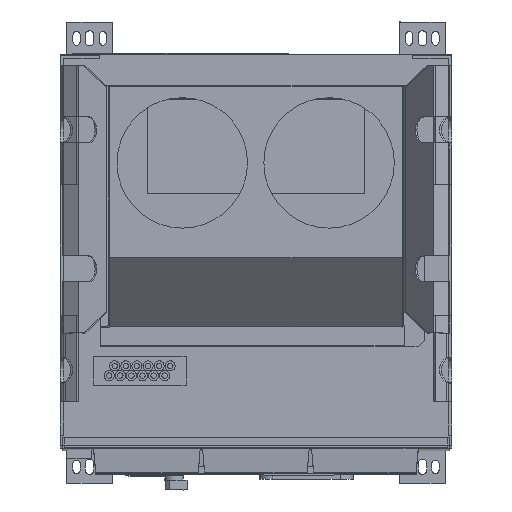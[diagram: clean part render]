
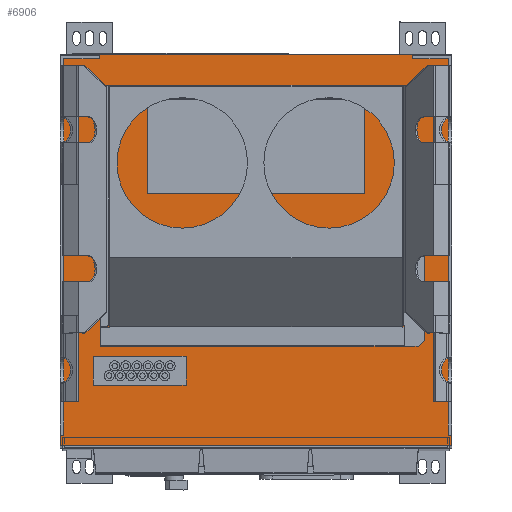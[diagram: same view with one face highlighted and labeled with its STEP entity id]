
A CAD part, top view. The second image highlights one B-rep face of the part: STEP entity #6906.
In plain terms, the highlighted planar face has unit normal (0, 0, 1).
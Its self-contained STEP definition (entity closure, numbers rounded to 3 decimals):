
#6906=ADVANCED_FACE('',(#16405,#16406,#16407,#16408,#16409),#8360,.T.);
#8360=PLANE('',#33798);
#9606=LINE('',#43560,#12747);
#9846=LINE('',#44635,#12987);
#9849=LINE('',#44641,#12990);
#9851=LINE('',#44645,#12992);
#9853=LINE('',#44649,#12994);
#9855=LINE('',#44653,#12996);
#9857=LINE('',#44657,#12998);
#9859=LINE('',#44661,#13000);
#9861=LINE('',#44665,#13002);
#9863=LINE('',#44669,#13004);
#9865=LINE('',#44673,#13006);
#9867=LINE('',#44677,#13008);
#9869=LINE('',#44681,#13010);
#9871=LINE('',#44685,#13012);
#9873=LINE('',#44689,#13014);
#9875=LINE('',#44693,#13016);
#9877=LINE('',#44697,#13018);
#9880=LINE('',#44703,#13021);
#9881=LINE('',#44705,#13022);
#9882=LINE('',#44708,#13023);
#9883=LINE('',#44710,#13024);
#9884=LINE('',#44712,#13025);
#9885=LINE('',#44713,#13026);
#9886=LINE('',#44715,#13027);
#12747=VECTOR('',#35781,1.);
#12987=VECTOR('',#36451,1.);
#12990=VECTOR('',#36456,1.);
#12992=VECTOR('',#36460,1.);
#12994=VECTOR('',#36464,1.);
#12996=VECTOR('',#36468,1.);
#12998=VECTOR('',#36472,1.);
#13000=VECTOR('',#36476,1.);
#13002=VECTOR('',#36480,1.);
#13004=VECTOR('',#36484,1.);
#13006=VECTOR('',#36488,1.);
#13008=VECTOR('',#36492,1.);
#13010=VECTOR('',#36496,1.);
#13012=VECTOR('',#36500,1.);
#13014=VECTOR('',#36504,1.);
#13016=VECTOR('',#36508,1.);
#13018=VECTOR('',#36512,1.);
#13021=VECTOR('',#36517,1.);
#13022=VECTOR('',#36520,1.);
#13023=VECTOR('',#36521,1.);
#13024=VECTOR('',#36522,1.);
#13025=VECTOR('',#36523,1.);
#13026=VECTOR('',#36524,1.);
#13027=VECTOR('',#36525,1.);
#16405=FACE_BOUND('',#17234,.T.);
#16406=FACE_BOUND('',#17235,.T.);
#16407=FACE_BOUND('',#17236,.T.);
#16408=FACE_BOUND('',#17237,.T.);
#16409=FACE_BOUND('',#17238,.T.);
#17234=EDGE_LOOP('',(#19967,#19968,#19969,#19970));
#17235=EDGE_LOOP('',(#19971,#19972,#19973,#19974));
#17236=EDGE_LOOP('',(#19975,#19976,#19977,#19978,#19979,#19980));
#17237=EDGE_LOOP('',(#19981,#19982,#19983,#19984));
#17238=EDGE_LOOP('',(#19985,#19986,#19987,#19988,#19989,#19990));
#19967=ORIENTED_EDGE('',*,*,#30037,.F.);
#19968=ORIENTED_EDGE('',*,*,#30038,.F.);
#19969=ORIENTED_EDGE('',*,*,#30039,.F.);
#19970=ORIENTED_EDGE('',*,*,#30040,.F.);
#19971=ORIENTED_EDGE('',*,*,#30041,.F.);
#19972=ORIENTED_EDGE('',*,*,#30036,.F.);
#19973=ORIENTED_EDGE('',*,*,#29630,.T.);
#19974=ORIENTED_EDGE('',*,*,#30042,.T.);
#19975=ORIENTED_EDGE('',*,*,#30033,.F.);
#19976=ORIENTED_EDGE('',*,*,#30031,.T.);
#19977=ORIENTED_EDGE('',*,*,#30029,.T.);
#19978=ORIENTED_EDGE('',*,*,#30027,.T.);
#19979=ORIENTED_EDGE('',*,*,#30025,.T.);
#19980=ORIENTED_EDGE('',*,*,#30023,.F.);
#19981=ORIENTED_EDGE('',*,*,#30021,.F.);
#19982=ORIENTED_EDGE('',*,*,#30019,.F.);
#19983=ORIENTED_EDGE('',*,*,#30017,.F.);
#19984=ORIENTED_EDGE('',*,*,#30015,.F.);
#19985=ORIENTED_EDGE('',*,*,#30002,.T.);
#19986=ORIENTED_EDGE('',*,*,#30013,.T.);
#19987=ORIENTED_EDGE('',*,*,#30011,.T.);
#19988=ORIENTED_EDGE('',*,*,#30009,.T.);
#19989=ORIENTED_EDGE('',*,*,#30007,.T.);
#19990=ORIENTED_EDGE('',*,*,#30005,.T.);
#26947=VERTEX_POINT('',#43559);
#26948=VERTEX_POINT('',#43561);
#27212=VERTEX_POINT('',#44636);
#27213=VERTEX_POINT('',#44637);
#27214=VERTEX_POINT('',#44642);
#27215=VERTEX_POINT('',#44646);
#27216=VERTEX_POINT('',#44650);
#27217=VERTEX_POINT('',#44654);
#27218=VERTEX_POINT('',#44660);
#27219=VERTEX_POINT('',#44662);
#27220=VERTEX_POINT('',#44666);
#27221=VERTEX_POINT('',#44670);
#27222=VERTEX_POINT('',#44676);
#27223=VERTEX_POINT('',#44678);
#27224=VERTEX_POINT('',#44682);
#27225=VERTEX_POINT('',#44686);
#27226=VERTEX_POINT('',#44690);
#27227=VERTEX_POINT('',#44694);
#27228=VERTEX_POINT('',#44700);
#27230=VERTEX_POINT('',#44706);
#27231=VERTEX_POINT('',#44707);
#27232=VERTEX_POINT('',#44709);
#27233=VERTEX_POINT('',#44711);
#27234=VERTEX_POINT('',#44714);
#29630=EDGE_CURVE('',#26948,#26947,#9606,.T.);
#30002=EDGE_CURVE('',#27212,#27213,#9846,.T.);
#30005=EDGE_CURVE('',#27214,#27212,#9849,.T.);
#30007=EDGE_CURVE('',#27215,#27214,#9851,.T.);
#30009=EDGE_CURVE('',#27216,#27215,#9853,.T.);
#30011=EDGE_CURVE('',#27217,#27216,#9855,.T.);
#30013=EDGE_CURVE('',#27213,#27217,#9857,.T.);
#30015=EDGE_CURVE('',#27218,#27219,#9859,.T.);
#30017=EDGE_CURVE('',#27219,#27220,#9861,.T.);
#30019=EDGE_CURVE('',#27220,#27221,#9863,.T.);
#30021=EDGE_CURVE('',#27221,#27218,#9865,.T.);
#30023=EDGE_CURVE('',#27222,#27223,#9867,.T.);
#30025=EDGE_CURVE('',#27224,#27223,#9869,.T.);
#30027=EDGE_CURVE('',#27225,#27224,#9871,.T.);
#30029=EDGE_CURVE('',#27226,#27225,#9873,.T.);
#30031=EDGE_CURVE('',#27227,#27226,#9875,.T.);
#30033=EDGE_CURVE('',#27227,#27222,#9877,.T.);
#30036=EDGE_CURVE('',#26948,#27228,#9880,.T.);
#30037=EDGE_CURVE('',#27230,#27231,#9881,.T.);
#30038=EDGE_CURVE('',#27232,#27230,#9882,.T.);
#30039=EDGE_CURVE('',#27233,#27232,#9883,.T.);
#30040=EDGE_CURVE('',#27231,#27233,#9884,.T.);
#30041=EDGE_CURVE('',#27228,#27234,#9885,.T.);
#30042=EDGE_CURVE('',#26947,#27234,#9886,.T.);
#33798=AXIS2_PLACEMENT_3D('',#44716,#36526,#36527);
#35781=DIRECTION('',(-1.,0.,0.));
#36451=DIRECTION('',(1.,0.,0.));
#36456=DIRECTION('',(0.,1.,0.));
#36460=DIRECTION('',(-1.,0.,0.));
#36464=DIRECTION('',(0.,1.,0.));
#36468=DIRECTION('',(-1.,0.,0.));
#36472=DIRECTION('',(0.,-1.,0.));
#36476=DIRECTION('',(0.,-1.,0.));
#36480=DIRECTION('',(1.,0.,0.));
#36484=DIRECTION('',(0.,1.,0.));
#36488=DIRECTION('',(-1.,0.,0.));
#36492=DIRECTION('',(1.,0.,0.));
#36496=DIRECTION('',(0.,-1.,0.));
#36500=DIRECTION('',(-1.,0.,0.));
#36504=DIRECTION('',(0.,-1.,0.));
#36508=DIRECTION('',(1.,0.,0.));
#36512=DIRECTION('',(0.,-1.,0.));
#36517=DIRECTION('',(0.,-1.,0.));
#36520=DIRECTION('',(1.,0.,0.));
#36521=DIRECTION('',(0.,-1.,0.));
#36522=DIRECTION('',(-1.,0.,0.));
#36523=DIRECTION('',(0.,1.,0.));
#36524=DIRECTION('',(-1.,0.,0.));
#36525=DIRECTION('',(0.,-1.,0.));
#36526=DIRECTION('',(0.,0.,1.));
#36527=DIRECTION('',(1.,0.,0.));
#43559=CARTESIAN_POINT('',(-1950.,600.,1899.5));
#43560=CARTESIAN_POINT('',(0.,600.,1899.5));
#43561=CARTESIAN_POINT('',(-1350.,600.,1899.5));
#44635=CARTESIAN_POINT('',(-1412.5,598.498,1899.5));
#44636=CARTESIAN_POINT('',(-1410.,598.498,1899.5));
#44637=CARTESIAN_POINT('',(-1351.,598.498,1899.5));
#44641=CARTESIAN_POINT('',(-1410.,600.,1899.5));
#44642=CARTESIAN_POINT('',(-1410.,593.5,1899.5));
#44645=CARTESIAN_POINT('',(-1412.5,593.5,1899.5));
#44646=CARTESIAN_POINT('',(-1355.,593.5,1899.5));
#44649=CARTESIAN_POINT('',(-1355.,600.,1899.5));
#44650=CARTESIAN_POINT('',(-1355.,16.,1899.5));
#44653=CARTESIAN_POINT('',(-1350.,16.,1899.5));
#44654=CARTESIAN_POINT('',(-1351.,16.,1899.5));
#44657=CARTESIAN_POINT('',(-1351.,16.,1899.5));
#44660=CARTESIAN_POINT('',(-1899.25,137.,1899.5));
#44661=CARTESIAN_POINT('',(-1899.25,93.,1899.5));
#44662=CARTESIAN_POINT('',(-1899.25,93.,1899.5));
#44665=CARTESIAN_POINT('',(-1899.25,93.,1899.5));
#44666=CARTESIAN_POINT('',(-1757.25,93.,1899.5));
#44669=CARTESIAN_POINT('',(-1757.25,93.,1899.5));
#44670=CARTESIAN_POINT('',(-1757.25,137.,1899.5));
#44673=CARTESIAN_POINT('',(-1899.25,137.,1899.5));
#44676=CARTESIAN_POINT('',(-1949.,16.,1899.5));
#44677=CARTESIAN_POINT('',(-1410.,16.,1899.5));
#44678=CARTESIAN_POINT('',(-1945.,16.,1899.5));
#44681=CARTESIAN_POINT('',(-1945.,300.,1899.5));
#44682=CARTESIAN_POINT('',(-1945.,593.5,1899.5));
#44685=CARTESIAN_POINT('',(-1350.,593.5,1899.5));
#44686=CARTESIAN_POINT('',(-1890.,593.5,1899.5));
#44689=CARTESIAN_POINT('',(-1890.,400.,1899.5));
#44690=CARTESIAN_POINT('',(-1890.,598.498,1899.5));
#44693=CARTESIAN_POINT('',(-1350.,598.498,1899.5));
#44694=CARTESIAN_POINT('',(-1949.,598.498,1899.5));
#44697=CARTESIAN_POINT('',(-1949.,600.,1899.5));
#44700=CARTESIAN_POINT('',(-1350.,0.,1899.5));
#44703=CARTESIAN_POINT('',(-1350.,600.,1899.5));
#44705=CARTESIAN_POINT('',(-1494.5,386.75,1899.5));
#44706=CARTESIAN_POINT('',(-1816.5,386.75,1899.5));
#44707=CARTESIAN_POINT('',(-1483.5,386.75,1899.5));
#44708=CARTESIAN_POINT('',(-1816.5,531.75,1899.5));
#44709=CARTESIAN_POINT('',(-1816.5,531.75,1899.5));
#44710=CARTESIAN_POINT('',(-1805.5,531.75,1899.5));
#44711=CARTESIAN_POINT('',(-1483.5,531.75,1899.5));
#44712=CARTESIAN_POINT('',(-1483.5,456.75,1899.5));
#44713=CARTESIAN_POINT('',(-1350.,0.,1899.5));
#44714=CARTESIAN_POINT('',(-1950.,0.,1899.5));
#44715=CARTESIAN_POINT('',(-1950.,600.,1899.5));
#44716=CARTESIAN_POINT('',(-1350.,600.,1899.5));
